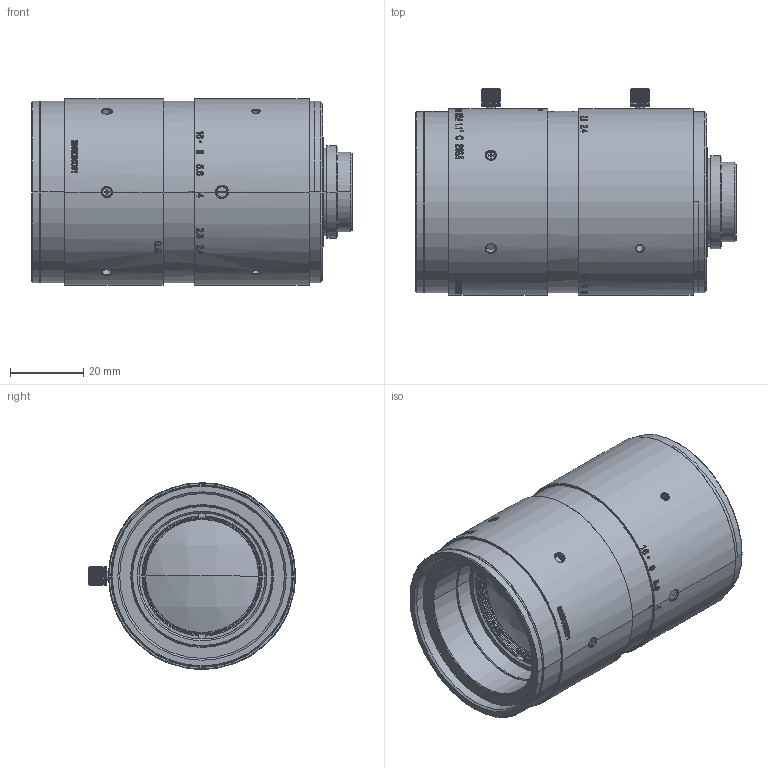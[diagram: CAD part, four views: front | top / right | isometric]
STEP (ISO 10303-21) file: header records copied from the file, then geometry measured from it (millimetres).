
FILE_DESCRIPTION (( 'STEP AP203' ), '1' );
FILE_NAME ('600148.step', '2025-04-14T08:39:47', ( 'MSI' ), ( '' ), 'SwSTEP 2.0', 'SolidWorks 2020', '' );
FILE_SCHEMA (( 'CONFIG_CONTROL_DESIGN' ));
Length unit declared in the file: millimetre
Products named in the file (28): V330191A-617_9_1.stp; DZO_LA7524A_1112_ASM_ASM_1_ASM.stp; V330191B-607.stp; V330191A-0001_4_ASM_1_ASM.stp; V330191A-603_20_1.stp; M2_5X50001_1_1.stp; M1_4X3__1_1.stp; V330191A-0001_4_2_1.stp; DZO_LA7524A_1112-000_ASM_39_ASM_ASM.stp; V330191A-612_7_1.stp; V330191A-611_20_1.stp; V330191A-618_5_1.stp; V330191A-601_61_1.stp; PM1_7X5_00_2_1.stp; DZO_LA7524A_1112-000_ASM_45_ASM_ASM.stp; 600148; V330191A-619_11_1.stp; V330191A-0002_9_ASM_1_ASM.stp; V330191A-608_43_1.stp; DZO_LA7524A_1112-000_ASM_63_ASM_ASM.stp; V330191A-610_23_1.stp; V330191A-605_77_1.stp; I741411C_0001_1_1.stp; V330191A-0002_9_1_1.stp; DZO_LA7524A_1112_ASM_214_ASM_1_ASM.stp; 600148.stp; V330191A-609_19_1.stp; DZO_LA7524A_1112-000_ASM_41_ASM_ASM.stp
Assembly tree (33 placements, depth 7):
  600148
    600148.stp
      DZO_LA7524A_1112_ASM_ASM_1_ASM.stp
        DZO_LA7524A_1112_ASM_214_ASM_1_ASM.stp
          DZO_LA7524A_1112-000_ASM_63_ASM_ASM.stp
            V330191A-0001_4_ASM_1_ASM.stp
              V330191A-0001_4_2_1.stp
            V330191A-603_20_1.stp
            V330191A-617_9_1.stp
            V330191A-610_23_1.stp
            V330191A-605_77_1.stp
            V330191A-609_19_1.stp
            V330191A-611_20_1.stp
            M1_4X3__1_1.stp
            V330191A-619_11_1.stp
            V330191A-618_5_1.stp
            PM1_7X5_00_2_1.stp  x3
          DZO_LA7524A_1112-000_ASM_45_ASM_ASM.stp
            V330191A-0002_9_ASM_1_ASM.stp
              V330191A-0002_9_1_1.stp
            V330191A-601_61_1.stp
            V330191A-612_7_1.stp
          DZO_LA7524A_1112-000_ASM_39_ASM_ASM.stp
            M2_5X50001_1_1.stp
            M1_4X3__1_1.stp  x3
          DZO_LA7524A_1112-000_ASM_41_ASM_ASM.stp
            V330191A-608_43_1.stp
            I741411C_0001_1_1.stp
            M2_5X50001_1_1.stp
      V330191B-607.stp
Bounding box: 87.57 x 56.5 x 51 mm (x, y, z)
Volume: 84760.9 mm3; surface area: 75215.1 mm2
Topology: 24 solids, 24 shells, 2726 faces, 7020 edges, 4520 vertices
Faces by surface type: bspline 875, plane 813, cylinder 585, cone 393, torus 52, sphere 8
Entity records: 123462 total; most frequent: CARTESIAN_POINT 66643, ORIENTED_EDGE 12470, DIRECTION 8809, EDGE_CURVE 6235, VERTEX_POINT 4026, AXIS2_PLACEMENT_3D 3153, EDGE_LOOP 2687, LINE 2503
